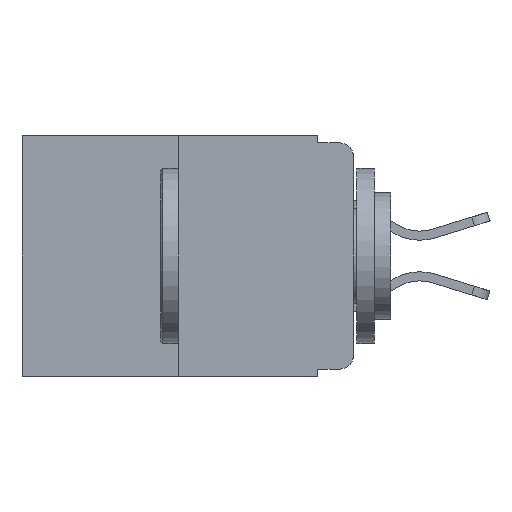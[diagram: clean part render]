
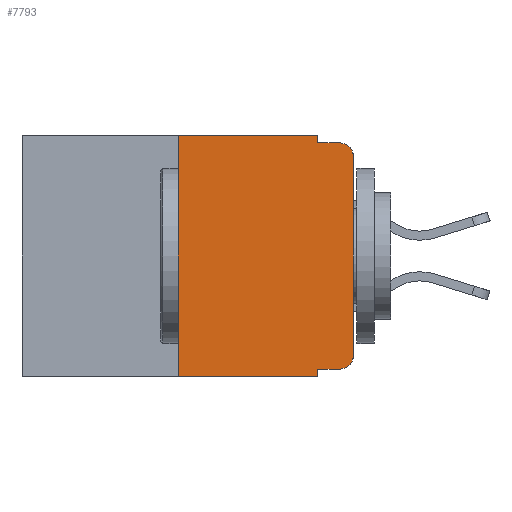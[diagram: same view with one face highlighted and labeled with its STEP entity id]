
A CAD part, left-side view. The second image highlights one B-rep face of the part: STEP entity #7793.
In plain terms, the highlighted planar face has unit normal (-1, 0, 0).
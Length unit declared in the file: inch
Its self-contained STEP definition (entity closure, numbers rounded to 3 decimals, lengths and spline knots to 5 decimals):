
#123 = CIRCLE ( 'NONE', #2351, 0.02 ) ;
#222 = CARTESIAN_POINT ( 'NONE',  ( 0., 0.473, -0.343 ) ) ;
#1455 = CIRCLE ( 'NONE', #8182, 0.02 ) ;
#1577 = ORIENTED_EDGE ( 'NONE', *, *, #1746, .F. ) ;
#1596 = DIRECTION ( 'NONE',  ( 0., -1., 0. ) ) ;
#1598 = EDGE_CURVE ( 'NONE', #1737, #9327, #5455, .T. ) ;
#1737 = VERTEX_POINT ( 'NONE', #6623 ) ;
#1746 = EDGE_CURVE ( 'NONE', #4242, #1737, #6395, .T. ) ;
#1765 = LINE ( 'NONE', #8870, #4072 ) ;
#1965 = DIRECTION ( 'NONE',  ( 0., 0., 1. ) ) ;
#2041 = DIRECTION ( 'NONE',  ( 0., -1., 0. ) ) ;
#2084 = CARTESIAN_POINT ( 'NONE',  ( 0., 0.25, -0.343 ) ) ;
#2238 = VERTEX_POINT ( 'NONE', #3867 ) ;
#2351 = AXIS2_PLACEMENT_3D ( 'NONE', #2948, #9015, #3811 ) ;
#2641 = VERTEX_POINT ( 'NONE', #4025 ) ;
#2689 = CARTESIAN_POINT ( 'NONE',  ( 0., 0.051, -0.343 ) ) ;
#2948 = CARTESIAN_POINT ( 'NONE',  ( 0., 0.02, -0.03 ) ) ;
#3429 = EDGE_LOOP ( 'NONE', ( #4919, #7795, #10653, #6530, #9166, #1577, #7551, #8094, #4023, #4828 ) ) ;
#3433 = LINE ( 'NONE', #7667, #10092 ) ;
#3544 = VERTEX_POINT ( 'NONE', #5412 ) ;
#3795 = CARTESIAN_POINT ( 'NONE',  ( 0., 0.051, 0. ) ) ;
#3811 = DIRECTION ( 'NONE',  ( 0., 0., -1. ) ) ;
#3867 = CARTESIAN_POINT ( 'NONE',  ( 0., 0.051, -0.01 ) ) ;
#4023 = ORIENTED_EDGE ( 'NONE', *, *, #8928, .T. ) ;
#4025 = CARTESIAN_POINT ( 'NONE',  ( 0., 0., -0.03 ) ) ;
#4072 = VECTOR ( 'NONE', #1965, 39.37008 ) ;
#4137 = VECTOR ( 'NONE', #5055, 39.37008 ) ;
#4242 = VERTEX_POINT ( 'NONE', #2084 ) ;
#4390 = VECTOR ( 'NONE', #2041, 39.37008 ) ;
#4596 = CARTESIAN_POINT ( 'NONE',  ( 0., 0.051, -0.01 ) ) ;
#4654 = LINE ( 'NONE', #4596, #4390 ) ;
#4792 = VERTEX_POINT ( 'NONE', #9419 ) ;
#4828 = ORIENTED_EDGE ( 'NONE', *, *, #7773, .T. ) ;
#4919 = ORIENTED_EDGE ( 'NONE', *, *, #11038, .T. ) ;
#4920 = DIRECTION ( 'NONE',  ( 0., 0., -1. ) ) ;
#4994 = VECTOR ( 'NONE', #5576, 39.37008 ) ;
#5055 = DIRECTION ( 'NONE',  ( 0., 0., 1. ) ) ;
#5060 = EDGE_CURVE ( 'NONE', #4242, #10246, #5261, .T. ) ;
#5118 = CARTESIAN_POINT ( 'NONE',  ( 0., 0.25, 0. ) ) ;
#5261 = LINE ( 'NONE', #222, #4994 ) ;
#5319 = CARTESIAN_POINT ( 'NONE',  ( 0., 0.02, -0.313 ) ) ;
#5351 = DIRECTION ( 'NONE',  ( 0., 0., -1. ) ) ;
#5412 = CARTESIAN_POINT ( 'NONE',  ( 0., 0.051, -0.333 ) ) ;
#5455 = LINE ( 'NONE', #6503, #9836 ) ;
#5576 = DIRECTION ( 'NONE',  ( 0., -1., 0. ) ) ;
#5729 = DIRECTION ( 'NONE',  ( 0., -1., 0. ) ) ;
#5786 = CARTESIAN_POINT ( 'NONE',  ( 0., 0.02, -0.01 ) ) ;
#6113 = PLANE ( 'NONE',  #10517 ) ;
#6155 = DIRECTION ( 'NONE',  ( 0., 0., -1. ) ) ;
#6366 = CARTESIAN_POINT ( 'NONE',  ( 0., 0.051, 0. ) ) ;
#6394 = LINE ( 'NONE', #3795, #11047 ) ;
#6395 = LINE ( 'NONE', #5118, #4137 ) ;
#6503 = CARTESIAN_POINT ( 'NONE',  ( 0., 0.473, 0. ) ) ;
#6530 = ORIENTED_EDGE ( 'NONE', *, *, #8704, .F. ) ;
#6623 = CARTESIAN_POINT ( 'NONE',  ( 0., 0.25, 0. ) ) ;
#7121 = CARTESIAN_POINT ( 'NONE',  ( 0., 0., -0.313 ) ) ;
#7551 = ORIENTED_EDGE ( 'NONE', *, *, #5060, .T. ) ;
#7667 = CARTESIAN_POINT ( 'NONE',  ( 0., 0.051, -0.333 ) ) ;
#7773 = EDGE_CURVE ( 'NONE', #4792, #9271, #1455, .T. ) ;
#7793 = ADVANCED_FACE ( 'NONE', ( #10123 ), #6113, .F. ) ;
#7795 = ORIENTED_EDGE ( 'NONE', *, *, #10462, .T. ) ;
#7874 = VECTOR ( 'NONE', #4920, 39.37008 ) ;
#7961 = CARTESIAN_POINT ( 'NONE',  ( 0., 0.473, 0. ) ) ;
#8094 = ORIENTED_EDGE ( 'NONE', *, *, #10683, .F. ) ;
#8182 = AXIS2_PLACEMENT_3D ( 'NONE', #5319, #11394, #6155 ) ;
#8704 = EDGE_CURVE ( 'NONE', #9327, #2238, #6394, .T. ) ;
#8870 = CARTESIAN_POINT ( 'NONE',  ( 0., 0., 0. ) ) ;
#8928 = EDGE_CURVE ( 'NONE', #3544, #4792, #3433, .T. ) ;
#9015 = DIRECTION ( 'NONE',  ( -1., 0., 0. ) ) ;
#9166 = ORIENTED_EDGE ( 'NONE', *, *, #1598, .F. ) ;
#9271 = VERTEX_POINT ( 'NONE', #7121 ) ;
#9294 = EDGE_CURVE ( 'NONE', #2238, #9491, #4654, .T. ) ;
#9327 = VERTEX_POINT ( 'NONE', #6366 ) ;
#9419 = CARTESIAN_POINT ( 'NONE',  ( 0., 0.02, -0.333 ) ) ;
#9491 = VERTEX_POINT ( 'NONE', #5786 ) ;
#9836 = VECTOR ( 'NONE', #5729, 39.37008 ) ;
#9861 = DIRECTION ( 'NONE',  ( 0., 0., -1. ) ) ;
#10092 = VECTOR ( 'NONE', #1596, 39.37008 ) ;
#10123 = FACE_OUTER_BOUND ( 'NONE', #3429, .T. ) ;
#10141 = CARTESIAN_POINT ( 'NONE',  ( 0., 0.051, 0. ) ) ;
#10184 = LINE ( 'NONE', #10141, #7874 ) ;
#10246 = VERTEX_POINT ( 'NONE', #2689 ) ;
#10462 = EDGE_CURVE ( 'NONE', #2641, #9491, #123, .T. ) ;
#10517 = AXIS2_PLACEMENT_3D ( 'NONE', #7961, #10586, #5351 ) ;
#10586 = DIRECTION ( 'NONE',  ( 1., 0., 0. ) ) ;
#10653 = ORIENTED_EDGE ( 'NONE', *, *, #9294, .F. ) ;
#10683 = EDGE_CURVE ( 'NONE', #3544, #10246, #10184, .T. ) ;
#11038 = EDGE_CURVE ( 'NONE', #9271, #2641, #1765, .T. ) ;
#11047 = VECTOR ( 'NONE', #9861, 39.37008 ) ;
#11394 = DIRECTION ( 'NONE',  ( -1., 0., 0. ) ) ;
